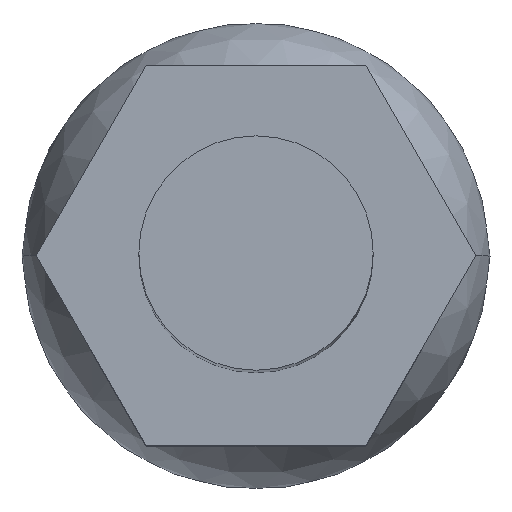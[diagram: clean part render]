
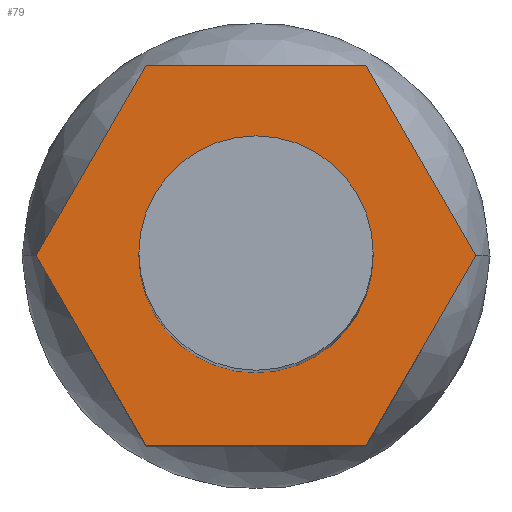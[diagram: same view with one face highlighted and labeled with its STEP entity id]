
A CAD part, top view. The second image highlights one B-rep face of the part: STEP entity #79.
In plain terms, the highlighted planar face has unit normal (0, 0, 1).
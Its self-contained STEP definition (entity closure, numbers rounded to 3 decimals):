
#79=ADVANCED_FACE('',(#154,#155),#156,.T.);
#154=FACE_BOUND('',#223,.T.);
#155=FACE_OUTER_BOUND('',#224,.T.);
#156=PLANE('',#225);
#223=EDGE_LOOP('',(#373,#374));
#224=EDGE_LOOP('',(#375,#376,#377,#378,#379,#380));
#225=AXIS2_PLACEMENT_3D('',#381,#382,#383);
#373=ORIENTED_EDGE('',*,*,#421,.T.);
#374=ORIENTED_EDGE('',*,*,#416,.T.);
#375=ORIENTED_EDGE('',*,*,#462,.T.);
#376=ORIENTED_EDGE('',*,*,#447,.T.);
#377=ORIENTED_EDGE('',*,*,#451,.T.);
#378=ORIENTED_EDGE('',*,*,#454,.T.);
#379=ORIENTED_EDGE('',*,*,#457,.T.);
#380=ORIENTED_EDGE('',*,*,#460,.T.);
#381=CARTESIAN_POINT('',(0.,0.0,26.0));
#382=DIRECTION('',(0.0,-0.0,1.0));
#383=DIRECTION('',(0.0,1.0,0.0));
#416=EDGE_CURVE('',#491,#488,#492,.T.);
#421=EDGE_CURVE('',#488,#491,#498,.T.);
#447=EDGE_CURVE('',#534,#532,#535,.T.);
#451=EDGE_CURVE('',#532,#538,#540,.T.);
#454=EDGE_CURVE('',#538,#542,#544,.T.);
#457=EDGE_CURVE('',#542,#546,#548,.T.);
#460=EDGE_CURVE('',#546,#550,#552,.T.);
#462=EDGE_CURVE('',#550,#534,#554,.T.);
#488=VERTEX_POINT('',#582);
#491=VERTEX_POINT('',#586);
#492=CIRCLE('',#587,4.0);
#498=CIRCLE('',#594,4.0);
#532=VERTEX_POINT('',#640);
#534=VERTEX_POINT('',#643);
#535=LINE('',#644,#645);
#538=VERTEX_POINT('',#649);
#540=LINE('',#652,#653);
#542=VERTEX_POINT('',#655);
#544=LINE('',#658,#659);
#546=VERTEX_POINT('',#661);
#548=LINE('',#664,#665);
#550=VERTEX_POINT('',#667);
#552=LINE('',#670,#671);
#554=LINE('',#673,#674);
#582=CARTESIAN_POINT('',(4.0,0.0,26.0));
#586=CARTESIAN_POINT('',(-4.0,0.,26.0));
#587=AXIS2_PLACEMENT_3D('',#704,#705,#706);
#594=AXIS2_PLACEMENT_3D('',#714,#715,#716);
#640=CARTESIAN_POINT('',(-7.506,0.0,26.0));
#643=CARTESIAN_POINT('',(-3.753,6.5,26.0));
#644=CARTESIAN_POINT('',(-3.753,6.5,26.0));
#645=VECTOR('',#742,1.0);
#649=CARTESIAN_POINT('',(-3.753,-6.5,26.0));
#652=CARTESIAN_POINT('',(-7.506,0.0,26.0));
#653=VECTOR('',#745,1.0);
#655=CARTESIAN_POINT('',(3.753,-6.5,26.0));
#658=CARTESIAN_POINT('',(-3.753,-6.5,26.0));
#659=VECTOR('',#747,1.0);
#661=CARTESIAN_POINT('',(7.506,0.0,26.0));
#664=CARTESIAN_POINT('',(3.753,-6.5,26.0));
#665=VECTOR('',#749,1.0);
#667=CARTESIAN_POINT('',(3.753,6.5,26.0));
#670=CARTESIAN_POINT('',(7.506,0.0,26.0));
#671=VECTOR('',#751,1.0);
#673=CARTESIAN_POINT('',(0.0,6.5,26.0));
#674=VECTOR('',#752,1.0);
#704=CARTESIAN_POINT('',(0.0,0.0,26.0));
#705=DIRECTION('',(0.0,0.0,-1.0));
#706=DIRECTION('',(1.0,0.0,0.0));
#714=CARTESIAN_POINT('',(0.0,0.0,26.0));
#715=DIRECTION('',(0.0,0.0,-1.0));
#716=DIRECTION('',(1.0,0.0,0.0));
#742=DIRECTION('',(-0.5,-0.866,0.0));
#745=DIRECTION('',(0.5,-0.866,0.0));
#747=DIRECTION('',(1.0,0.0,0.0));
#749=DIRECTION('',(0.5,0.866,0.0));
#751=DIRECTION('',(-0.5,0.866,0.0));
#752=DIRECTION('',(-1.0,0.0,0.0));
